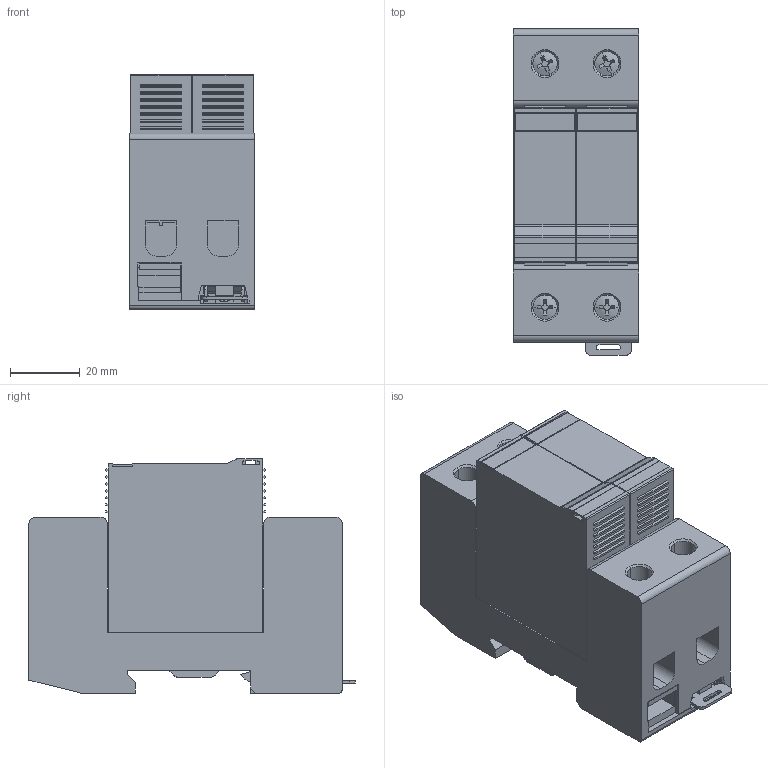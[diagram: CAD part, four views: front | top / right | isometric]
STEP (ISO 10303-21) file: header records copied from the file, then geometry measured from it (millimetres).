
FILE_DESCRIPTION (( 'STEP AP214' ), '1' );
FILE_NAME ('DS42-xxx for 3D Marketing 20211226.STEP', '2021-12-26T23:17:49', ( '' ), ( '' ), 'SwSTEP 2.0', 'SolidWorks 2021', '' );
FILE_SCHEMA (( 'AUTOMOTIVE_DESIGN' ));
Length unit declared in the file: millimetre
Products named in the file (1): DS42-xxx for 3D Marketing 20211226
Bounding box: 36 x 93.7 x 67.4 mm (x, y, z)
Volume: 163487 mm3; surface area: 42357.5 mm2
Topology: 1 solids, 7 shells, 746 faces, 2164 edges, 1424 vertices
Faces by surface type: plane 590, cylinder 129, bspline 19, cone 8
Entity records: 39939 total; most frequent: CARTESIAN_POINT 12342, ORIENTED_EDGE 4322, DIRECTION 3591, EDGE_CURVE 2161, VECTOR 1661, LINE 1661, VERTEX_POINT 1424, AXIS2_PLACEMENT_3D 965
